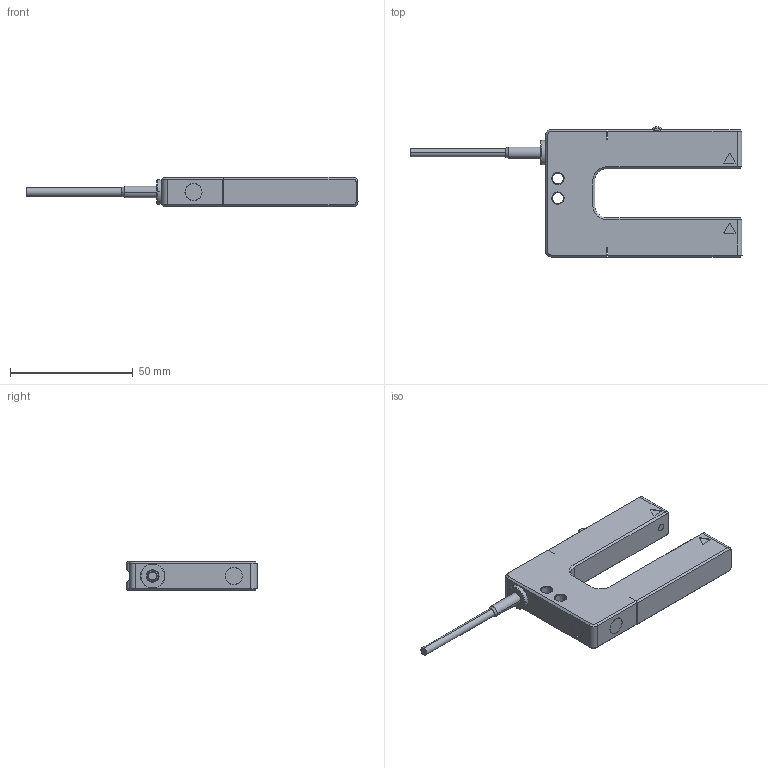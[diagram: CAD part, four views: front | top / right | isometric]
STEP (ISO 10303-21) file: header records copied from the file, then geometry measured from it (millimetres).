
FILE_DESCRIPTION((''),'2;1');
FILE_NAME('137648_SW','2007-12-26T',('banengservice'),('BANNER ENGINEERING'),'PRO/ENGINEER BY PARAMETRIC TECHNOLOGY CORPORATION, 2006170','PRO/ENGINEER BY PARAMETRIC TECHNOLOGY CORPORATION, 2006170','');
FILE_SCHEMA(('CONFIG_CONTROL_DESIGN'));
Length unit declared in the file: inch
Products named in the file (1): 137648_SW
Bounding box: 135.25 x 53 x 12 mm (x, y, z)
Volume: 24207.8 mm3; surface area: 23437.1 mm2
Topology: 2 solids, 2 shells, 993 faces, 2633 edges, 1665 vertices
Faces by surface type: plane 541, cylinder 298, cone 122, torus 30, bspline 2
Entity records: 32194 total; most frequent: CARTESIAN_POINT 7142, ORIENTED_EDGE 5258, DIRECTION 5238, EDGE_CURVE 2629, AXIS2_PLACEMENT_3D 1763, VECTOR 1712, LINE 1712, VERTEX_POINT 1665
